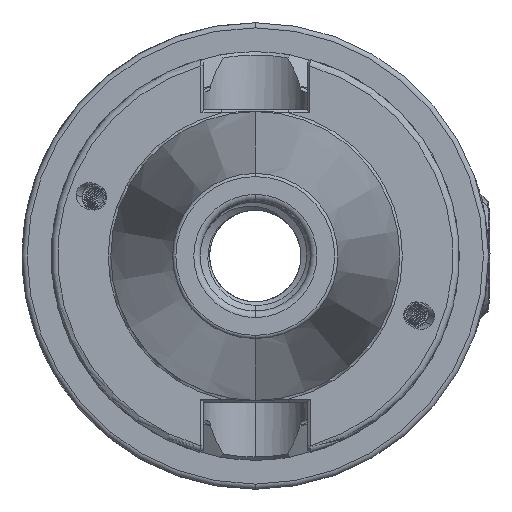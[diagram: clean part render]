
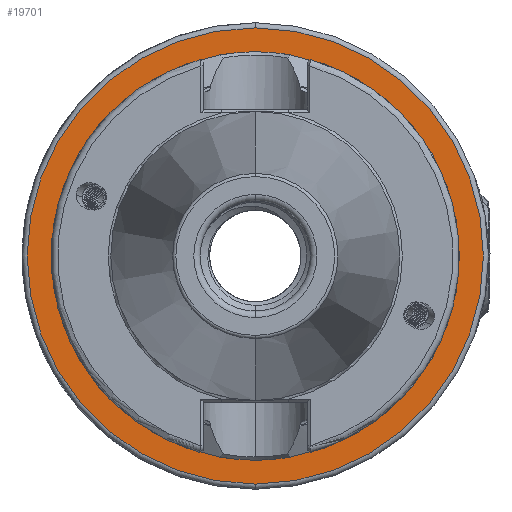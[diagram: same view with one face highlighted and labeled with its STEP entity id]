
A CAD part, left-side view. The second image highlights one B-rep face of the part: STEP entity #19701.
In plain terms, the highlighted planar face has unit normal (-1, 0, 0).
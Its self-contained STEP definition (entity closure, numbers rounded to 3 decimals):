
#5773 = ORIENTED_EDGE ( 'NONE', *, *, #35230, .T. ) ;
#5792 = ORIENTED_EDGE ( 'NONE', *, *, #35073, .T. ) ;
#5837 = ORIENTED_EDGE ( 'NONE', *, *, #35074, .T. ) ;
#5843 = ORIENTED_EDGE ( 'NONE', *, *, #35232, .T. ) ;
#6508 = CARTESIAN_POINT ( 'NONE',  ( 33., 0., -31.3 ) ) ;
#6510 = CARTESIAN_POINT ( 'NONE',  ( 33., 0., 31.3 ) ) ;
#6525 = CARTESIAN_POINT ( 'NONE',  ( 33., 0., -35.2 ) ) ;
#6541 = CARTESIAN_POINT ( 'NONE',  ( 33., 0., 35.2 ) ) ;
#12999 = AXIS2_PLACEMENT_3D ( 'NONE', #19402, #19413, #19377 ) ;
#13014 = AXIS2_PLACEMENT_3D ( 'NONE', #19323, #19364, #19310 ) ;
#13123 = AXIS2_PLACEMENT_3D ( 'NONE', #16203, #16192, #16204 ) ;
#13140 = AXIS2_PLACEMENT_3D ( 'NONE', #16193, #16218, #16183 ) ;
#16183 = DIRECTION ( 'NONE',  ( 0., 0., 1. ) ) ;
#16192 = DIRECTION ( 'NONE',  ( -1., 0., 0. ) ) ;
#16193 = CARTESIAN_POINT ( 'NONE',  ( 33., 0., 0. ) ) ;
#16203 = CARTESIAN_POINT ( 'NONE',  ( 33., 0., 0. ) ) ;
#16204 = DIRECTION ( 'NONE',  ( 0., 0., 1. ) ) ;
#16218 = DIRECTION ( 'NONE',  ( 1., 0., 0. ) ) ;
#19310 = DIRECTION ( 'NONE',  ( 0., 0., 1. ) ) ;
#19323 = CARTESIAN_POINT ( 'NONE',  ( 33., 0., 0. ) ) ;
#19364 = DIRECTION ( 'NONE',  ( 1., 0., 0. ) ) ;
#19377 = DIRECTION ( 'NONE',  ( 0., 0., 1. ) ) ;
#19402 = CARTESIAN_POINT ( 'NONE',  ( 33., 0., 0. ) ) ;
#19413 = DIRECTION ( 'NONE',  ( -1., 0., 0. ) ) ;
#19701 = ADVANCED_FACE ( 'NONE', ( #38885, #38887 ), #40756, .T. ) ;
#22833 = CIRCLE ( 'NONE', #13140, 31.3 ) ;
#22859 = CIRCLE ( 'NONE', #13123, 35.2 ) ;
#22949 = CIRCLE ( 'NONE', #12999, 35.2 ) ;
#22969 = CIRCLE ( 'NONE', #13014, 31.3 ) ;
#35073 = EDGE_CURVE ( 'NONE', #41570, #41566, #22833, .T. ) ;
#35074 = EDGE_CURVE ( 'NONE', #41576, #41571, #22859, .T. ) ;
#35230 = EDGE_CURVE ( 'NONE', #41566, #41570, #22969, .T. ) ;
#35232 = EDGE_CURVE ( 'NONE', #41571, #41576, #22949, .T. ) ;
#38490 = EDGE_LOOP ( 'NONE', ( #5843, #5837 ) ) ;
#38535 = EDGE_LOOP ( 'NONE', ( #5773, #5792 ) ) ;
#38885 = FACE_OUTER_BOUND ( 'NONE', #38490, .T. ) ;
#38887 = FACE_BOUND ( 'NONE', #38535, .T. ) ;
#40743 = DIRECTION ( 'NONE',  ( 0., 0., 1. ) ) ;
#40756 = PLANE ( 'NONE',  #41734 ) ;
#40775 = DIRECTION ( 'NONE',  ( -1., 0., 0. ) ) ;
#40797 = CARTESIAN_POINT ( 'NONE',  ( 33., 30.5, 0. ) ) ;
#41566 = VERTEX_POINT ( 'NONE', #6510 ) ;
#41570 = VERTEX_POINT ( 'NONE', #6508 ) ;
#41571 = VERTEX_POINT ( 'NONE', #6541 ) ;
#41576 = VERTEX_POINT ( 'NONE', #6525 ) ;
#41734 = AXIS2_PLACEMENT_3D ( 'NONE', #40797, #40775, #40743 ) ;
